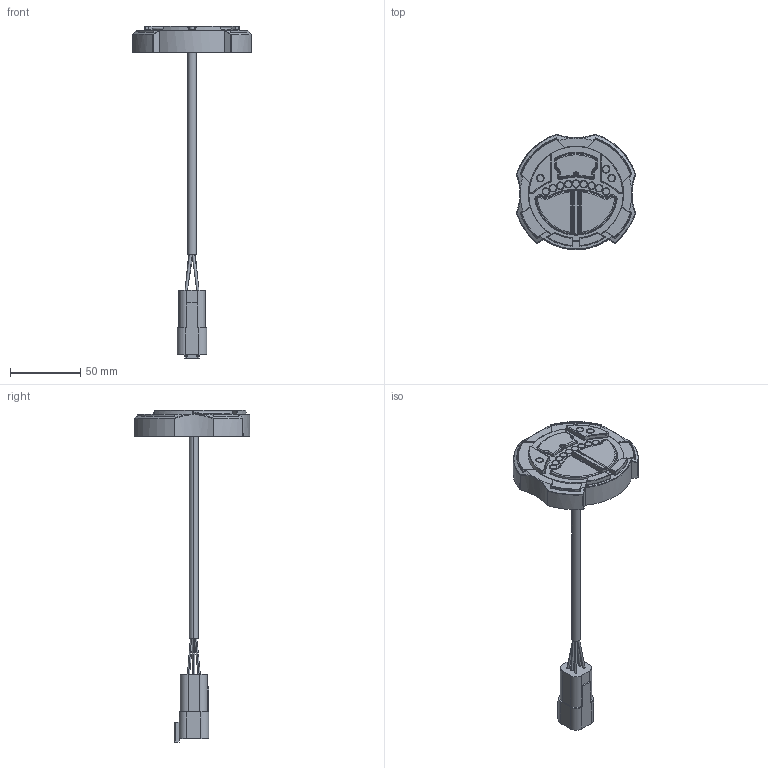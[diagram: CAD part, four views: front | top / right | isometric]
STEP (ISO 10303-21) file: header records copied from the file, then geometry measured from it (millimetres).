
FILE_DESCRIPTION (( 'STEP AP214' ), '1' );
FILE_NAME ('UBEC1Cdd.STEP', '2011-07-05T19:25:41', ( 'IDS-3' ), ( '' ), 'SwSTEP 2.0', 'SolidWorks 2011', '' );
FILE_SCHEMA (( 'AUTOMOTIVE_DESIGN' ));
Length unit declared in the file: inch
Products named in the file (9): Users.Kyle-UBEC_1AUBEC1CUBEC1C10NULL; Users.Kyle-UBEC_1ACIRCUIT BOARD - UBEC1C2427800010NULL; Users.Kyle-UBEC_1AUBEC1C PCBUBEC1C PCB10NULL; Users.Kyle-UBEC_1A6 PIN DEUTSCH RECEPTACLE6 PIN DEUTSCH RECEPTACLE10NULL; Users.Kyle-UBEC_1AUBEC1C WIRESUBEC1C WIRES10NULL; Users.Kyle-UBEC_1A236770002367700030NULL; Users.Kyle-UBEC_1AUBEC1C KEY PAD4211000020NULL; Users.Kyle-UBEC_1A283660002836600010NULL; UBEC1Cdd
Assembly tree (8 placements, depth 4):
  UBEC1Cdd
    Users.Kyle-UBEC_1AUBEC1CUBEC1C10NULL
      Users.Kyle-UBEC_1ACIRCUIT BOARD - UBEC1C2427800010NULL
        Users.Kyle-UBEC_1AUBEC1C WIRESUBEC1C WIRES10NULL
        Users.Kyle-UBEC_1A6 PIN DEUTSCH RECEPTACLE6 PIN DEUTSCH RECEPTACLE10NULL
        Users.Kyle-UBEC_1AUBEC1C PCBUBEC1C PCB10NULL
      Users.Kyle-UBEC_1A236770002367700030NULL
      Users.Kyle-UBEC_1AUBEC1C KEY PAD4211000020NULL
      Users.Kyle-UBEC_1A283660002836600010NULL
Bounding box: 85.01 x 82.42 x 236.37 mm (x, y, z)
Volume: 79067 mm3; surface area: 60807.6 mm2
Topology: 6 solids, 6 shells, 1237 faces, 3048 edges, 1847 vertices
Faces by surface type: cylinder 352, bspline 306, plane 250, torus 188, cone 71, sphere 70
Entity records: 47325 total; most frequent: CARTESIAN_POINT 19908, ORIENTED_EDGE 5960, DIRECTION 4963, EDGE_CURVE 2980, AXIS2_PLACEMENT_3D 2102, VERTEX_POINT 1844, EDGE_LOOP 1362, FACE_OUTER_BOUND 1237
